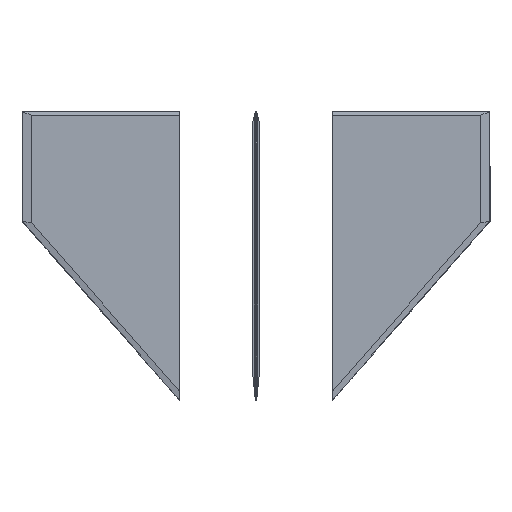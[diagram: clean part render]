
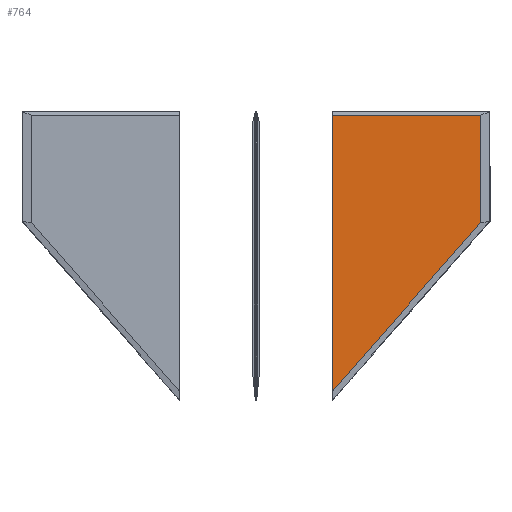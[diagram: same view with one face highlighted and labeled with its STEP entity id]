
A CAD part, front view. The second image highlights one B-rep face of the part: STEP entity #764.
In plain terms, the highlighted planar face has unit normal (0, -1, 0).
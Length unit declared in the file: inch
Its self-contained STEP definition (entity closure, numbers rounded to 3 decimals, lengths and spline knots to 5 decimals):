
#80 = FACE_OUTER_BOUND ( 'NONE', #1391, .T. ) ;
#142 = EDGE_CURVE ( 'NONE', #2328, #1681, #732, .T. ) ;
#151 = VECTOR ( 'NONE', #867, 39.37008 ) ;
#215 = VERTEX_POINT ( 'NONE', #1564 ) ;
#293 = PLANE ( 'NONE',  #679 ) ;
#303 = DIRECTION ( 'NONE',  ( 0., -1., 0. ) ) ;
#343 = EDGE_CURVE ( 'NONE', #1709, #215, #1615, .T. ) ;
#364 = CARTESIAN_POINT ( 'NONE',  ( 6.00535, 0., -4.58109 ) ) ;
#422 = VECTOR ( 'NONE', #2488, 39.37008 ) ;
#661 = LINE ( 'NONE', #1904, #151 ) ;
#679 = AXIS2_PLACEMENT_3D ( 'NONE', #743, #303, #1130 ) ;
#732 = LINE ( 'NONE', #2365, #1042 ) ;
#743 = CARTESIAN_POINT ( 'NONE',  ( 0., 0., 0. ) ) ;
#764 = ADVANCED_FACE ( 'NONE', ( #80 ), #293, .T. ) ;
#819 = DIRECTION ( 'NONE',  ( -0.661, 0., -0.751 ) ) ;
#867 = DIRECTION ( 'NONE',  ( 0., 0., 1. ) ) ;
#935 = EDGE_CURVE ( 'NONE', #215, #1681, #2456, .T. ) ;
#987 = ORIENTED_EDGE ( 'NONE', *, *, #935, .F. ) ;
#1042 = VECTOR ( 'NONE', #2595, 39.37008 ) ;
#1130 = DIRECTION ( 'NONE',  ( 0., 0., -1. ) ) ;
#1391 = EDGE_LOOP ( 'NONE', ( #2284, #1889, #987, #2118 ) ) ;
#1531 = CARTESIAN_POINT ( 'NONE',  ( 6.00535, 0., -0.23325 ) ) ;
#1564 = CARTESIAN_POINT ( 'NONE',  ( 0., 0., -11.40535 ) ) ;
#1582 = CARTESIAN_POINT ( 'NONE',  ( 0., 0., -0.23325 ) ) ;
#1615 = LINE ( 'NONE', #2457, #1807 ) ;
#1681 = VERTEX_POINT ( 'NONE', #1582 ) ;
#1709 = VERTEX_POINT ( 'NONE', #364 ) ;
#1807 = VECTOR ( 'NONE', #819, 39.37008 ) ;
#1889 = ORIENTED_EDGE ( 'NONE', *, *, #142, .T. ) ;
#1904 = CARTESIAN_POINT ( 'NONE',  ( 6.00535, 0., 0. ) ) ;
#2118 = ORIENTED_EDGE ( 'NONE', *, *, #343, .F. ) ;
#2231 = CARTESIAN_POINT ( 'NONE',  ( 0., 0., 0. ) ) ;
#2284 = ORIENTED_EDGE ( 'NONE', *, *, #2591, .T. ) ;
#2328 = VERTEX_POINT ( 'NONE', #1531 ) ;
#2365 = CARTESIAN_POINT ( 'NONE',  ( 0., 0., -0.23325 ) ) ;
#2456 = LINE ( 'NONE', #2231, #422 ) ;
#2457 = CARTESIAN_POINT ( 'NONE',  ( 5.6564, 0., -4.97763 ) ) ;
#2488 = DIRECTION ( 'NONE',  ( 0., 0., 1. ) ) ;
#2591 = EDGE_CURVE ( 'NONE', #1709, #2328, #661, .T. ) ;
#2595 = DIRECTION ( 'NONE',  ( -1., 0., 0. ) ) ;
